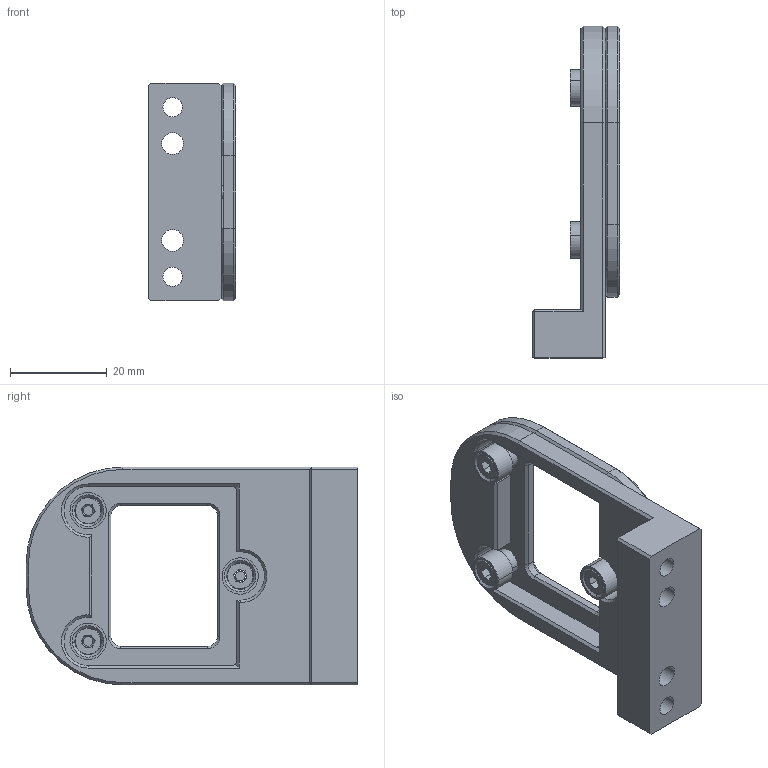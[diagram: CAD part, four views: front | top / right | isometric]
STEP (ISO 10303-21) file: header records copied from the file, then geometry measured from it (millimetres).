
FILE_DESCRIPTION (( 'STEP AP203' ), '1' );
FILE_NAME ('DP18936-B_CMPH004-024.step', '2021-11-19T16:31:37', ( '' ), ( '' ), 'SwSTEP 2.0', 'SolidWorks 2021', '' );
FILE_SCHEMA (( 'CONFIG_CONTROL_DESIGN' ));
Length unit declared in the file: millimetre
Products named in the file (1): DP18936-B_CMPH004-024
Bounding box: 18 x 68.5 x 45 mm (x, y, z)
Surface area: 11087.9 mm2 (no closed solid volume)
Topology: 0 solids, 11 shells, 190 faces, 473 edges, 300 vertices
Faces by surface type: plane 96, cylinder 51, cone 37, torus 6
Entity records: 5678 total; most frequent: DIRECTION 1015, CARTESIAN_POINT 988, ORIENTED_EDGE 866, EDGE_CURVE 473, AXIS2_PLACEMENT_3D 359, VERTEX_POINT 300, VECTOR 297, LINE 297
